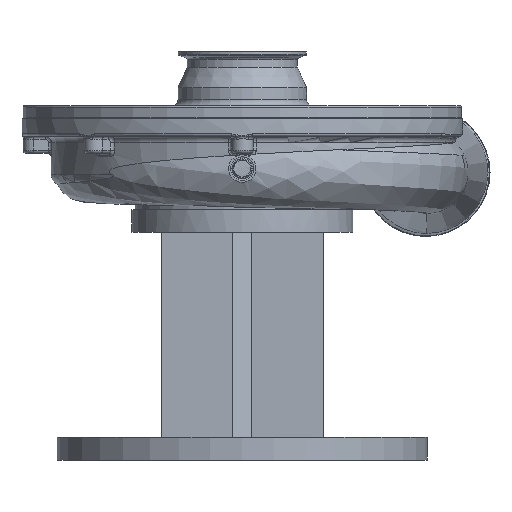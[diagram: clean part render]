
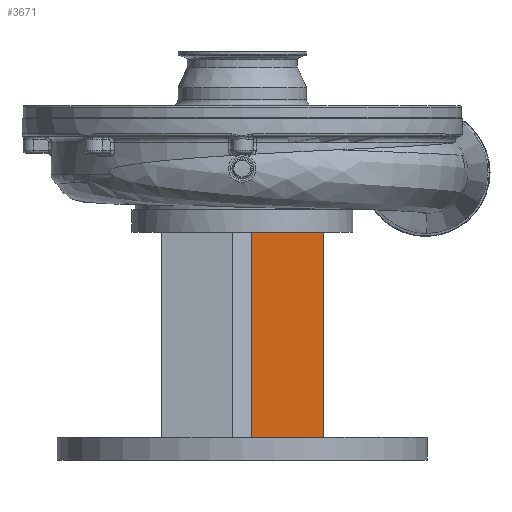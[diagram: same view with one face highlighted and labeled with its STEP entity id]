
A CAD part, front view. The second image highlights one B-rep face of the part: STEP entity #3671.
In plain terms, the highlighted planar face has unit normal (0, -1, 0).
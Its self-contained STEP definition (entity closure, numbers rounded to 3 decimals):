
#68 = ORIENTED_EDGE ( 'NONE', *, *, #20942, .F. ) ;
#1008 = LINE ( 'NONE', #7728, #15653 ) ;
#1901 = VECTOR ( 'NONE', #10187, 1000. ) ;
#2185 = CARTESIAN_POINT ( 'NONE',  ( 75., -102.5, 21. ) ) ;
#2401 = DIRECTION ( 'NONE',  ( 0., 1., 0. ) ) ;
#2976 = VERTEX_POINT ( 'NONE', #6648 ) ;
#3389 = EDGE_CURVE ( 'NONE', #2976, #12729, #21979, .T. ) ;
#3563 = DIRECTION ( 'NONE',  ( 0., 0., -1. ) ) ;
#3671 = ADVANCED_FACE ( 'NONE', ( #7034 ), #16049, .F. ) ;
#5054 = VECTOR ( 'NONE', #20291, 1000. ) ;
#5516 = VERTEX_POINT ( 'NONE', #19540 ) ;
#6067 = CARTESIAN_POINT ( 'NONE',  ( 75., -102.5, 363.152 ) ) ;
#6648 = CARTESIAN_POINT ( 'NONE',  ( 9., -102.5, 21. ) ) ;
#7034 = FACE_OUTER_BOUND ( 'NONE', #13399, .T. ) ;
#7728 = CARTESIAN_POINT ( 'NONE',  ( 9., -102.5, 21. ) ) ;
#9776 = VERTEX_POINT ( 'NONE', #17255 ) ;
#10187 = DIRECTION ( 'NONE',  ( 1., 0., 0. ) ) ;
#10516 = CARTESIAN_POINT ( 'NONE',  ( 75., -102.5, 363.152 ) ) ;
#12729 = VERTEX_POINT ( 'NONE', #2185 ) ;
#12906 = DIRECTION ( 'NONE',  ( 0., 0., -1. ) ) ;
#13399 = EDGE_LOOP ( 'NONE', ( #21245, #21618, #68, #17689 ) ) ;
#13650 = CARTESIAN_POINT ( 'NONE',  ( 75., -102.5, 21. ) ) ;
#14750 = EDGE_CURVE ( 'NONE', #9776, #2976, #1008, .T. ) ;
#15154 = VECTOR ( 'NONE', #12906, 1000. ) ;
#15653 = VECTOR ( 'NONE', #19492, 1000. ) ;
#16049 = PLANE ( 'NONE',  #20801 ) ;
#17255 = CARTESIAN_POINT ( 'NONE',  ( 9., -102.5, 211. ) ) ;
#17689 = ORIENTED_EDGE ( 'NONE', *, *, #20026, .F. ) ;
#18902 = CARTESIAN_POINT ( 'NONE',  ( 75., -102.5, 211. ) ) ;
#19492 = DIRECTION ( 'NONE',  ( 0., 0., -1. ) ) ;
#19540 = CARTESIAN_POINT ( 'NONE',  ( 75., -102.5, 211. ) ) ;
#20026 = EDGE_CURVE ( 'NONE', #9776, #5516, #20697, .T. ) ;
#20291 = DIRECTION ( 'NONE',  ( 1., 0., 0. ) ) ;
#20697 = LINE ( 'NONE', #18902, #1901 ) ;
#20801 = AXIS2_PLACEMENT_3D ( 'NONE', #10516, #2401, #3563 ) ;
#20942 = EDGE_CURVE ( 'NONE', #5516, #12729, #21423, .T. ) ;
#21245 = ORIENTED_EDGE ( 'NONE', *, *, #14750, .T. ) ;
#21423 = LINE ( 'NONE', #6067, #15154 ) ;
#21618 = ORIENTED_EDGE ( 'NONE', *, *, #3389, .T. ) ;
#21979 = LINE ( 'NONE', #13650, #5054 ) ;
